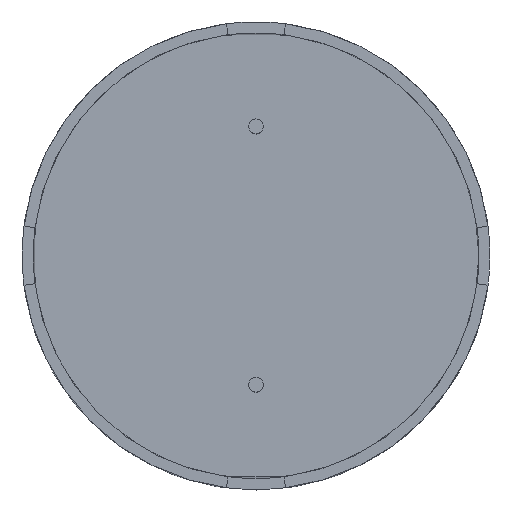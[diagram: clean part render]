
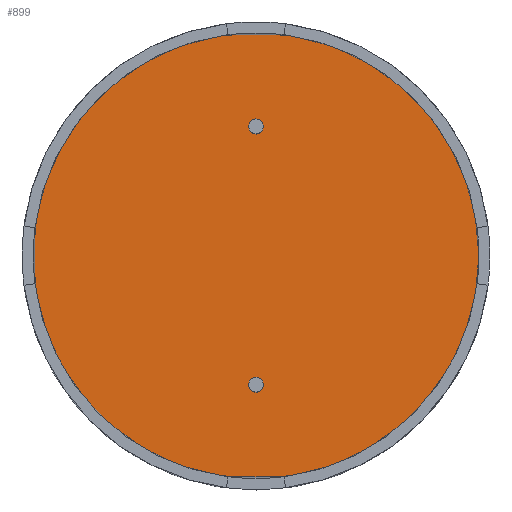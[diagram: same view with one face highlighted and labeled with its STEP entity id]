
A CAD part, top view. The second image highlights one B-rep face of the part: STEP entity #899.
In plain terms, the highlighted planar face has unit normal (0, 0, 1).
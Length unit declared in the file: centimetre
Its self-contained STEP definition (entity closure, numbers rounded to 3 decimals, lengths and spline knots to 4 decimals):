
#126=PLANE('',#1011);
#284=VERTEX_POINT('',#1411);
#286=VERTEX_POINT('',#1417);
#287=VERTEX_POINT('',#1421);
#350=CIRCLE('',#1005,0.05);
#352=CIRCLE('',#1009,0.05);
#353=CIRCLE('',#1012,1.51);
#416=EDGE_CURVE('',#284,#284,#350,.T.);
#418=EDGE_CURVE('',#286,#286,#352,.T.);
#419=EDGE_CURVE('',#287,#287,#353,.T.);
#554=ORIENTED_EDGE('',*,*,#419,.T.);
#555=ORIENTED_EDGE('',*,*,#418,.T.);
#556=ORIENTED_EDGE('',*,*,#416,.T.);
#725=EDGE_LOOP('',(#554));
#726=EDGE_LOOP('',(#555));
#727=EDGE_LOOP('',(#556));
#833=FACE_BOUND('',#725,.T.);
#834=FACE_BOUND('',#726,.T.);
#835=FACE_BOUND('',#727,.T.);
#899=ADVANCED_FACE('',(#833,#834,#835),#126,.T.);
#1005=AXIS2_PLACEMENT_3D('',#1410,#1195,#1196);
#1009=AXIS2_PLACEMENT_3D('',#1416,#1202,#1203);
#1011=AXIS2_PLACEMENT_3D('',#1419,#1205,$);
#1012=AXIS2_PLACEMENT_3D('',#1420,#1206,#1207);
#1195=DIRECTION('',(0.,0.,-1.));
#1196=DIRECTION('',(0.05,0.,0.));
#1202=DIRECTION('',(0.,0.,-1.));
#1203=DIRECTION('',(0.05,0.,0.));
#1205=DIRECTION('',(0.,0.,1.));
#1206=DIRECTION('',(0.,0.,1.));
#1207=DIRECTION('',(1.51,0.,0.));
#1410=CARTESIAN_POINT('',(0.,-0.875,1.275));
#1411=CARTESIAN_POINT('',(0.05,-0.875,1.275));
#1416=CARTESIAN_POINT('',(0.,0.875,1.275));
#1417=CARTESIAN_POINT('',(0.05,0.875,1.275));
#1419=CARTESIAN_POINT('',(0.,0.,1.275));
#1420=CARTESIAN_POINT('',(0.,0.,1.275));
#1421=CARTESIAN_POINT('',(1.51,0.,1.275));
